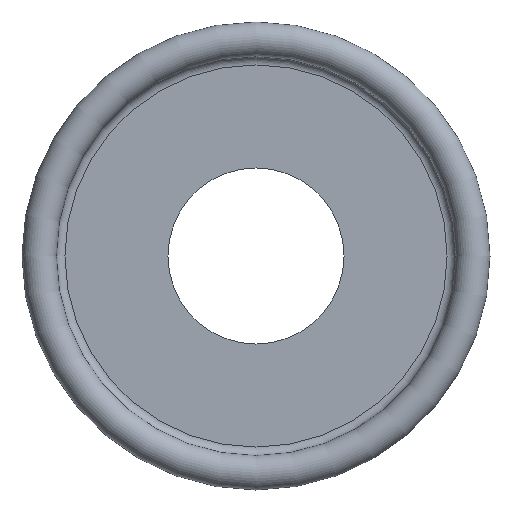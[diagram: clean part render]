
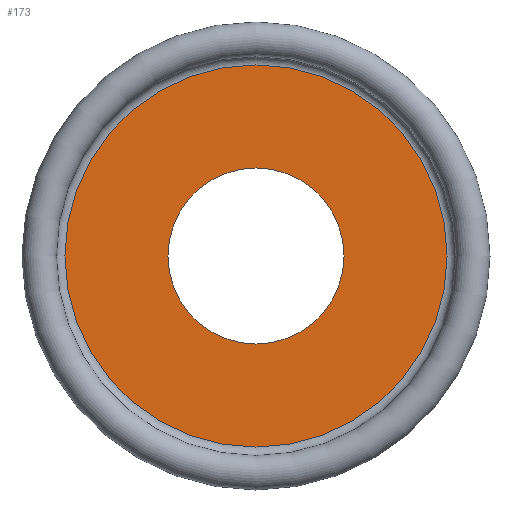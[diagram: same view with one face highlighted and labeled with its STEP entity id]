
A CAD part, front view. The second image highlights one B-rep face of the part: STEP entity #173.
In plain terms, the highlighted planar face has unit normal (0, -1, 0).
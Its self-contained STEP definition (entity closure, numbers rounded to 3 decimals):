
#25=FACE_BOUND('',#42,.T.);
#32=FACE_OUTER_BOUND('',#41,.T.);
#41=EDGE_LOOP('',(#146,#147));
#42=EDGE_LOOP('',(#148,#149));
#62=CIRCLE('',#219,8.9);
#63=CIRCLE('',#220,8.9);
#64=CIRCLE('',#222,4.1);
#65=CIRCLE('',#223,4.1);
#80=VERTEX_POINT('',#328);
#81=VERTEX_POINT('',#330);
#82=VERTEX_POINT('',#334);
#83=VERTEX_POINT('',#335);
#103=EDGE_CURVE('',#81,#80,#62,.T.);
#104=EDGE_CURVE('',#80,#81,#63,.T.);
#105=EDGE_CURVE('',#82,#83,#64,.T.);
#106=EDGE_CURVE('',#83,#82,#65,.T.);
#146=ORIENTED_EDGE('',*,*,#103,.T.);
#147=ORIENTED_EDGE('',*,*,#104,.T.);
#148=ORIENTED_EDGE('',*,*,#105,.F.);
#149=ORIENTED_EDGE('',*,*,#106,.F.);
#157=PLANE('',#221);
#173=ADVANCED_FACE('',(#32,#25),#157,.T.);
#219=AXIS2_PLACEMENT_3D('',#331,#276,#277);
#220=AXIS2_PLACEMENT_3D('',#332,#278,#279);
#221=AXIS2_PLACEMENT_3D('',#333,#280,#281);
#222=AXIS2_PLACEMENT_3D('',#336,#282,#283);
#223=AXIS2_PLACEMENT_3D('',#337,#284,#285);
#276=DIRECTION('center_axis',(0.,-1.,0.));
#277=DIRECTION('ref_axis',(1.,0.,0.));
#278=DIRECTION('center_axis',(0.,-1.,0.));
#279=DIRECTION('ref_axis',(1.,0.,0.));
#280=DIRECTION('center_axis',(0.,-1.,0.));
#281=DIRECTION('ref_axis',(0.,0.,-1.));
#282=DIRECTION('center_axis',(0.,-1.,0.));
#283=DIRECTION('ref_axis',(1.,0.,0.));
#284=DIRECTION('center_axis',(0.,-1.,0.));
#285=DIRECTION('ref_axis',(1.,0.,0.));
#328=CARTESIAN_POINT('',(0.,0.,8.9));
#330=CARTESIAN_POINT('',(8.9,0.,0.));
#331=CARTESIAN_POINT('Origin',(0.,0.,
0.));
#332=CARTESIAN_POINT('Origin',(0.,0.,
0.));
#333=CARTESIAN_POINT('Origin',(6.5,0.,0.));
#334=CARTESIAN_POINT('',(4.1,0.,0.));
#335=CARTESIAN_POINT('',(-4.1,0.,0.));
#336=CARTESIAN_POINT('Origin',(0.,0.,
0.));
#337=CARTESIAN_POINT('Origin',(0.,0.,
0.));
